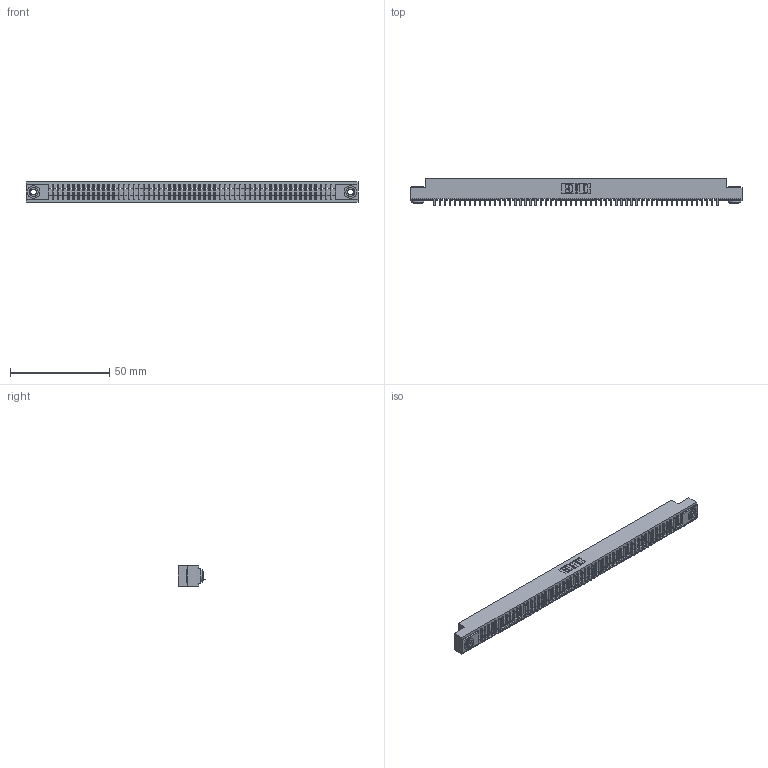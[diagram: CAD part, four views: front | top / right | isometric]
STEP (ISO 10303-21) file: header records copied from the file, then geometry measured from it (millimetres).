
FILE_DESCRIPTION (( 'STEP AP203' ), '1' );
FILE_NAME ('341-057-524-103.STEP', '2018-08-07T15:51:59', ( '' ), ( '' ), 'SwSTEP 2.0', 'SolidWorks 2016', '' );
FILE_SCHEMA (( 'CONFIG_CONTROL_DESIGN' ));
Length unit declared in the file: inch
Products named in the file (4): 341 Part_.156 (3.96) Dia Mounting Holes; 341-292-001_341-292-124; 345-250-002_345-250-002-102; 341-057-524-103
Assembly tree (60 placements, depth 2):
  341-057-524-103
    341 Part_.156 (3.96) Dia Mounting Holes
    341-292-001_341-292-124  x57
    345-250-002_345-250-002-102  x2
Bounding box: 167 x 13.64 x 10.16 mm (x, y, z)
Volume: 11933.7 mm3; surface area: 18953.5 mm2
Topology: 60 solids, 60 shells, 4842 faces, 13937 edges, 8942 vertices
Faces by surface type: plane 2999, cylinder 1607, sphere 116, torus 112, cone 8
Entity records: 66225 total; most frequent: CARTESIAN_POINT 11235, ORIENTED_EDGE 11214, DIRECTION 10849, EDGE_CURVE 5607, LINE 4537, VECTOR 4537, VERTEX_POINT 3542, AXIS2_PLACEMENT_3D 3156
